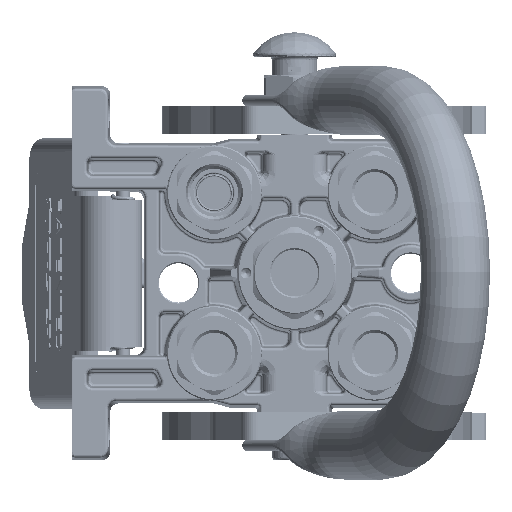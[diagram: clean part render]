
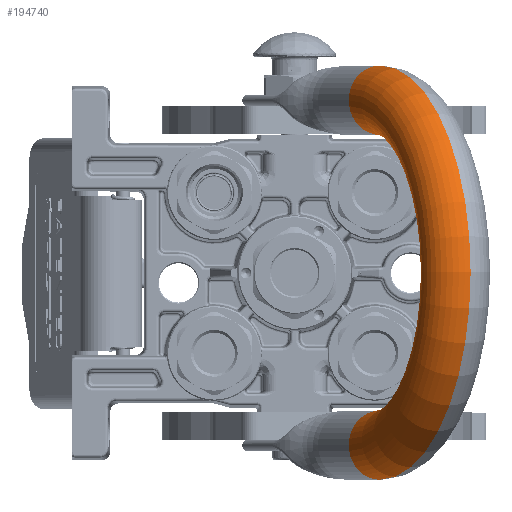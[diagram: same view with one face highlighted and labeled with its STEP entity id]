
A CAD part, top view. The second image highlights one B-rep face of the part: STEP entity #194740.
In plain terms, the highlighted toroidal (fillet/blend) face has major radius 62.25 mm and minor radius 12.5 mm.
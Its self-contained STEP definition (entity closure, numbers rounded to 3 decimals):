
#9892 = DIRECTION ( 'NONE',  ( 0., 1., 0. ) ) ;
#9927 = EDGE_CURVE ( 'NONE', #73956, #153882, #196086, .T. ) ;
#10490 = CARTESIAN_POINT ( 'NONE',  ( -49.75, 0., 25.25 ) ) ;
#15093 = DIRECTION ( 'NONE',  ( 1., 0., 0. ) ) ;
#22741 = DIRECTION ( 'NONE',  ( -1., 0., 0. ) ) ;
#33438 = AXIS2_PLACEMENT_3D ( 'NONE', #175321, #91107, #108137 ) ;
#43885 = DIRECTION ( 'NONE',  ( -1., 0., 0. ) ) ;
#48615 = AXIS2_PLACEMENT_3D ( 'NONE', #126937, #76512, #22741 ) ;
#49787 = CARTESIAN_POINT ( 'NONE',  ( 0., 0., 25.25 ) ) ;
#73956 = VERTEX_POINT ( 'NONE', #10490 ) ;
#74686 = AXIS2_PLACEMENT_3D ( 'NONE', #49787, #101560, #15093 ) ;
#76512 = DIRECTION ( 'NONE',  ( 0., 1., 0. ) ) ;
#86823 = AXIS2_PLACEMENT_3D ( 'NONE', #128259, #210976, #93436 ) ;
#91107 = DIRECTION ( 'NONE',  ( 0., 0., -1. ) ) ;
#93123 = CIRCLE ( 'NONE', #86823, 12.5 ) ;
#93436 = DIRECTION ( 'NONE',  ( -1., 0., 0. ) ) ;
#94902 = CARTESIAN_POINT ( 'NONE',  ( 0., 0., 25.25 ) ) ;
#96158 = CARTESIAN_POINT ( 'NONE',  ( -74.75, 0., 25.25 ) ) ;
#101560 = DIRECTION ( 'NONE',  ( 0., 1., 0. ) ) ;
#108137 = DIRECTION ( 'NONE',  ( 1., 0., 0. ) ) ;
#113109 = ORIENTED_EDGE ( 'NONE', *, *, #216895, .T. ) ;
#113890 = FACE_OUTER_BOUND ( 'NONE', #188627, .T. ) ;
#118239 = EDGE_CURVE ( 'NONE', #185437, #153882, #208535, .T. ) ;
#126346 = CARTESIAN_POINT ( 'NONE',  ( 74.75, 0., 25.25 ) ) ;
#126937 = CARTESIAN_POINT ( 'NONE',  ( 0., 0., 25.25 ) ) ;
#128259 = CARTESIAN_POINT ( 'NONE',  ( -62.25, 0., 25.25 ) ) ;
#130435 = AXIS2_PLACEMENT_3D ( 'NONE', #94902, #9892, #43885 ) ;
#137505 = EDGE_CURVE ( 'NONE', #148222, #185437, #138444, .T. ) ;
#138444 = CIRCLE ( 'NONE', #48615, 74.75 ) ;
#146323 = ORIENTED_EDGE ( 'NONE', *, *, #137505, .F. ) ;
#148222 = VERTEX_POINT ( 'NONE', #96158 ) ;
#153882 = VERTEX_POINT ( 'NONE', #164107 ) ;
#162737 = ORIENTED_EDGE ( 'NONE', *, *, #118239, .F. ) ;
#164107 = CARTESIAN_POINT ( 'NONE',  ( 49.75, 0., 25.25 ) ) ;
#166216 = ORIENTED_EDGE ( 'NONE', *, *, #9927, .T. ) ;
#175321 = CARTESIAN_POINT ( 'NONE',  ( 62.25, 0., 25.25 ) ) ;
#179966 = TOROIDAL_SURFACE ( 'NONE', #74686, 62.25, 12.5 ) ;
#185437 = VERTEX_POINT ( 'NONE', #126346 ) ;
#188627 = EDGE_LOOP ( 'NONE', ( #166216, #162737, #146323, #113109 ) ) ;
#194740 = ADVANCED_FACE ( 'NONE', ( #113890 ), #179966, .T. ) ;
#196086 = CIRCLE ( 'NONE', #130435, 49.75 ) ;
#208535 = CIRCLE ( 'NONE', #33438, 12.5 ) ;
#210976 = DIRECTION ( 'NONE',  ( 0., 0., 1. ) ) ;
#216895 = EDGE_CURVE ( 'NONE', #148222, #73956, #93123, .T. ) ;
